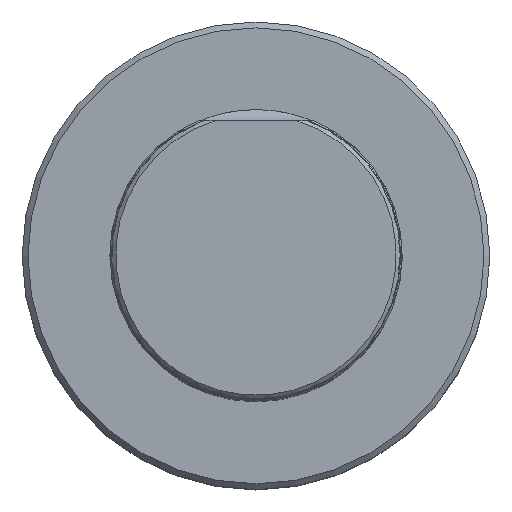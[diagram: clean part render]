
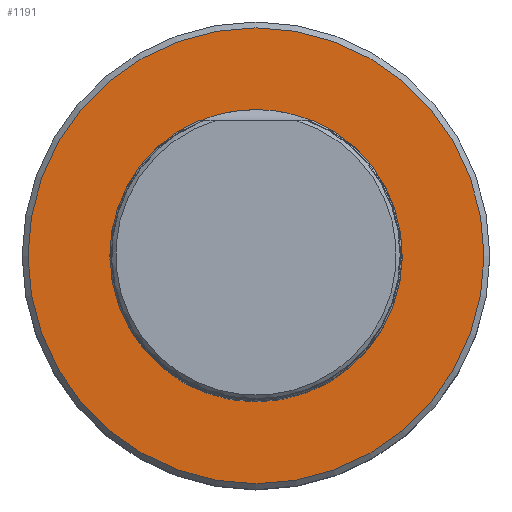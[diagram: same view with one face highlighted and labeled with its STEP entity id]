
A CAD part, top view. The second image highlights one B-rep face of the part: STEP entity #1191.
In plain terms, the highlighted face is planar.
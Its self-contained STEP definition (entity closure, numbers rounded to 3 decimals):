
#305=FACE_BOUND('',#2206,.T.);
#306=FACE_BOUND('',#2207,.T.);
#719=CIRCLE('',#7534,24.996);
#721=CIRCLE('',#7537,39.);
#1191=ADVANCED_FACE('TB_IB_SU_4',(#305,#306),#1570,.T.);
#1570=PLANE('',#7541);
#2206=EDGE_LOOP('',(#3100));
#2207=EDGE_LOOP('',(#3101));
#3100=ORIENTED_EDGE('',*,*,#5587,.T.);
#3101=ORIENTED_EDGE('',*,*,#5585,.T.);
#4833=VERTEX_POINT('',#13589);
#4835=VERTEX_POINT('',#13594);
#5585=EDGE_CURVE('',#4833,#4833,#719,.T.);
#5587=EDGE_CURVE('',#4835,#4835,#721,.T.);
#7534=AXIS2_PLACEMENT_3D('',#13588,#8595,#8596);
#7537=AXIS2_PLACEMENT_3D('',#13593,#8601,#8602);
#7541=AXIS2_PLACEMENT_3D('',#13599,#8609,#8610);
#8595=DIRECTION('',(0.,-1.,0.));
#8596=DIRECTION('',(1.,0.,0.));
#8601=DIRECTION('',(0.,1.,0.));
#8602=DIRECTION('',(0.,0.,1.));
#8609=DIRECTION('',(0.,1.,0.));
#8610=DIRECTION('',(0.,0.,1.));
#13588=CARTESIAN_POINT('',(0.,0.,0.));
#13589=CARTESIAN_POINT('',(24.996,0.,0.));
#13593=CARTESIAN_POINT('',(0.,0.,0.));
#13594=CARTESIAN_POINT('',(0.,0.,39.));
#13599=CARTESIAN_POINT('',(0.,0.,0.));
